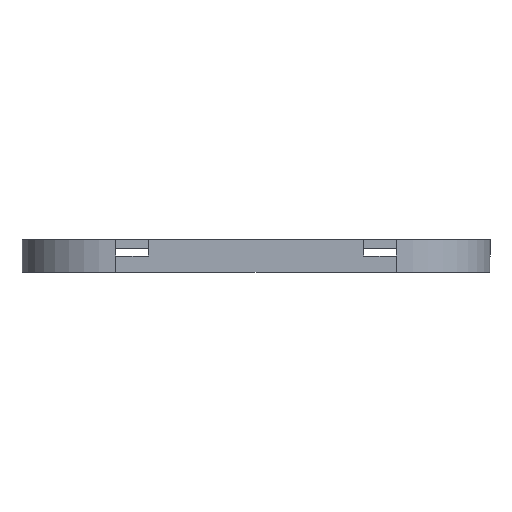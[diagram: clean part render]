
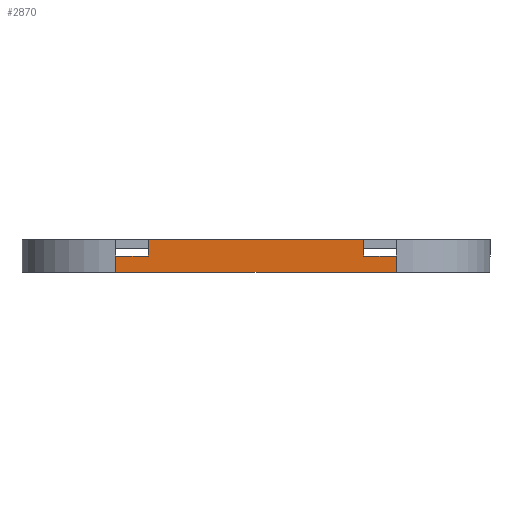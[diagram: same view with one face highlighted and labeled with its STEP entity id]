
A CAD part, front view. The second image highlights one B-rep face of the part: STEP entity #2870.
In plain terms, the highlighted planar face has unit normal (0, -1, 0).
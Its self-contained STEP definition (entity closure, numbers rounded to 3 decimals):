
#199=PLANE('',#3171);
#323=FACE_OUTER_BOUND('',#595,.T.);
#595=EDGE_LOOP('',(#2552,#2553,#2554,#2555,#2556,#2557,#2558,#2559));
#819=LINE('',#4700,#1057);
#822=LINE('',#4717,#1060);
#827=LINE('',#4725,#1065);
#828=LINE('',#4727,#1066);
#829=LINE('',#4729,#1067);
#830=LINE('',#4731,#1068);
#831=LINE('',#4733,#1069);
#832=LINE('',#4734,#1070);
#1057=VECTOR('',#3913,10.);
#1060=VECTOR('',#3930,10.);
#1065=VECTOR('',#3939,10.);
#1066=VECTOR('',#3940,10.);
#1067=VECTOR('',#3941,10.);
#1068=VECTOR('',#3942,10.);
#1069=VECTOR('',#3943,10.);
#1070=VECTOR('',#3944,10.);
#1473=VERTEX_POINT('',#4689);
#1477=VERTEX_POINT('',#4698);
#1484=VERTEX_POINT('',#4716);
#1485=VERTEX_POINT('',#4724);
#1486=VERTEX_POINT('',#4726);
#1487=VERTEX_POINT('',#4728);
#1488=VERTEX_POINT('',#4730);
#1489=VERTEX_POINT('',#4732);
#1847=EDGE_CURVE('',#1473,#1477,#819,.T.);
#1856=EDGE_CURVE('',#1473,#1484,#822,.T.);
#1861=EDGE_CURVE('',#1477,#1485,#827,.T.);
#1862=EDGE_CURVE('',#1485,#1486,#828,.T.);
#1863=EDGE_CURVE('',#1486,#1487,#829,.T.);
#1864=EDGE_CURVE('',#1488,#1487,#830,.T.);
#1865=EDGE_CURVE('',#1488,#1489,#831,.T.);
#1866=EDGE_CURVE('',#1489,#1484,#832,.T.);
#2552=ORIENTED_EDGE('',*,*,#1856,.F.);
#2553=ORIENTED_EDGE('',*,*,#1847,.T.);
#2554=ORIENTED_EDGE('',*,*,#1861,.T.);
#2555=ORIENTED_EDGE('',*,*,#1862,.T.);
#2556=ORIENTED_EDGE('',*,*,#1863,.T.);
#2557=ORIENTED_EDGE('',*,*,#1864,.F.);
#2558=ORIENTED_EDGE('',*,*,#1865,.T.);
#2559=ORIENTED_EDGE('',*,*,#1866,.T.);
#2870=ADVANCED_FACE('',(#323),#199,.T.);
#3171=AXIS2_PLACEMENT_3D('',#4723,#3937,#3938);
#3913=DIRECTION('',(1.,0.,0.));
#3930=DIRECTION('',(0.,0.,1.));
#3937=DIRECTION('center_axis',(0.,-1.,0.));
#3938=DIRECTION('ref_axis',(1.,0.,0.));
#3939=DIRECTION('',(0.,0.,1.));
#3940=DIRECTION('',(-1.,0.,0.));
#3941=DIRECTION('',(0.,0.,1.));
#3942=DIRECTION('',(1.,0.,0.));
#3943=DIRECTION('',(0.,0.,-1.));
#3944=DIRECTION('',(-1.,0.,0.));
#4689=CARTESIAN_POINT('',(-30.,50.,0.));
#4698=CARTESIAN_POINT('',(30.,50.,0.));
#4700=CARTESIAN_POINT('',(0.,50.,0.));
#4716=CARTESIAN_POINT('',(-30.,50.,3.5));
#4717=CARTESIAN_POINT('',(-30.,50.,0.));
#4723=CARTESIAN_POINT('Origin',(-30.,50.,0.));
#4724=CARTESIAN_POINT('',(30.,50.,3.5));
#4725=CARTESIAN_POINT('',(30.,50.,0.));
#4726=CARTESIAN_POINT('',(23.,50.,3.5));
#4727=CARTESIAN_POINT('',(-1.75,50.,3.5));
#4728=CARTESIAN_POINT('',(23.,50.,7.));
#4729=CARTESIAN_POINT('',(23.,50.,3.5));
#4730=CARTESIAN_POINT('',(-23.,50.,7.));
#4731=CARTESIAN_POINT('',(0.,50.,7.));
#4732=CARTESIAN_POINT('',(-23.,50.,3.5));
#4733=CARTESIAN_POINT('',(-23.,50.,3.5));
#4734=CARTESIAN_POINT('',(-28.25,50.,3.5));
